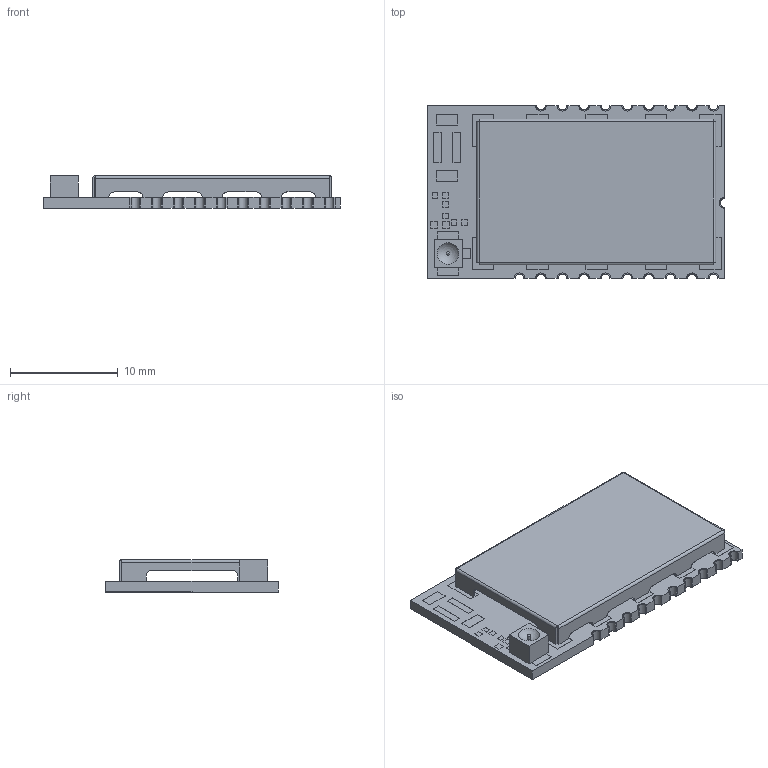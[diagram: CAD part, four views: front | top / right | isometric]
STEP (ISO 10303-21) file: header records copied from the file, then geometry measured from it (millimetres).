
FILE_DESCRIPTION(/* description */ ('Unknown'),/* implementation_level */ '2;1');
FILE_NAME(/* name */ '2606031321001',/* time_stamp */ '2018-07-31T17:08:28+02:00',/* author */ ('Unknown'),/* organization */ ('Unknown'),/* preprocessor_version */ 'ST-DEVELOPER v16.7',/* originating_system */ 'DEX',/* authorisation */ $);
FILE_SCHEMA (('AUTOMOTIVE_DESIGN {1 0 10303 214 3 1 1}'));
Length unit declared in the file: millimetre
Products named in the file (7): 2606031321001; PCB; solderPin-1mm; solderPin; AMBxxxC; Component 2; asmPad
Assembly tree (24 placements, depth 2):
  2606031321001
    PCB
    solderPin-1mm
    solderPin  x19
    AMBxxxC
    Component 2
    asmPad
Bounding box: 27.5 x 16 x 3 mm (x, y, z)
Volume: 524.3 mm3; surface area: 2030.2 mm2
Topology: 48 solids, 48 shells, 703 faces, 1650 edges, 1068 vertices
Faces by surface type: plane 612, cylinder 89, sphere 2
Full cylindrical faces by diameter (mm): 0.3 x1
Entity records: 15335 total; most frequent: CARTESIAN_POINT 2609, ORIENTED_EDGE 2496, DIRECTION 2451, EDGE_CURVE 1248, LINE 1141, VECTOR 1141, VERTEX_POINT 813, AXIS2_PLACEMENT_3D 655
